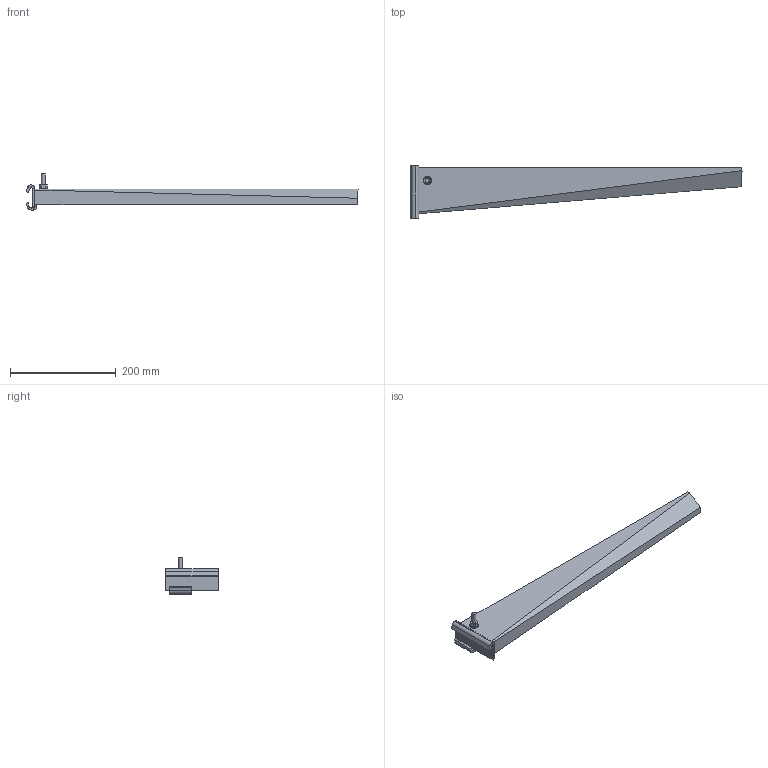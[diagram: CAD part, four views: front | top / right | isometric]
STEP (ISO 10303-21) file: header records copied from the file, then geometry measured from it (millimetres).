
FILE_DESCRIPTION (( 'STEP AP214' ), '1' );
FILE_NAME ('6419412.stp', '2021-01-22T07:54:23', ( '' ), ( '' ), 'SwSTEP 2.0', 'SolidWorks 2020', '' );
FILE_SCHEMA (( 'AUTOMOTIVE_DESIGN' ));
Length unit declared in the file: millimetre
Products named in the file (7): 106683_5 x 100 x 41 ; 116530_Formteil AW-AS 30-610; 6419412; 011423_Hexagon Nut ISO 4032 - M8 - D - C; 011421_Washer DIN 125 - A 8.4; KTS 14.002-029_M8x35; 109489_Klemmlasche
Assembly tree (6 placements, depth 2):
  6419412
    116530_Formteil AW-AS 30-610
    106683_5 x 100 x 41 
    109489_Klemmlasche
    KTS 14.002-029_M8x35
    011421_Washer DIN 125 - A 8.4
    011423_Hexagon Nut ISO 4032 - M8 - D - C
Bounding box: 626.61 x 100 x 68 mm (x, y, z)
Volume: 203960.8 mm3; surface area: 156228.2 mm2
Topology: 6 solids, 6 shells, 133 faces, 318 edges, 198 vertices
Faces by surface type: plane 86, cylinder 29, cone 12, bspline 5, sphere 1
Full cylindrical faces by diameter (mm): 6.8 x1, 8 x1, 8.4 x1, 16 x1, 20 x1
Entity records: 4259 total; most frequent: CARTESIAN_POINT 955, ORIENTED_EDGE 624, DIRECTION 604, EDGE_CURVE 312, AXIS2_PLACEMENT_3D 207, VERTEX_POINT 197, LINE 190, VECTOR 190
